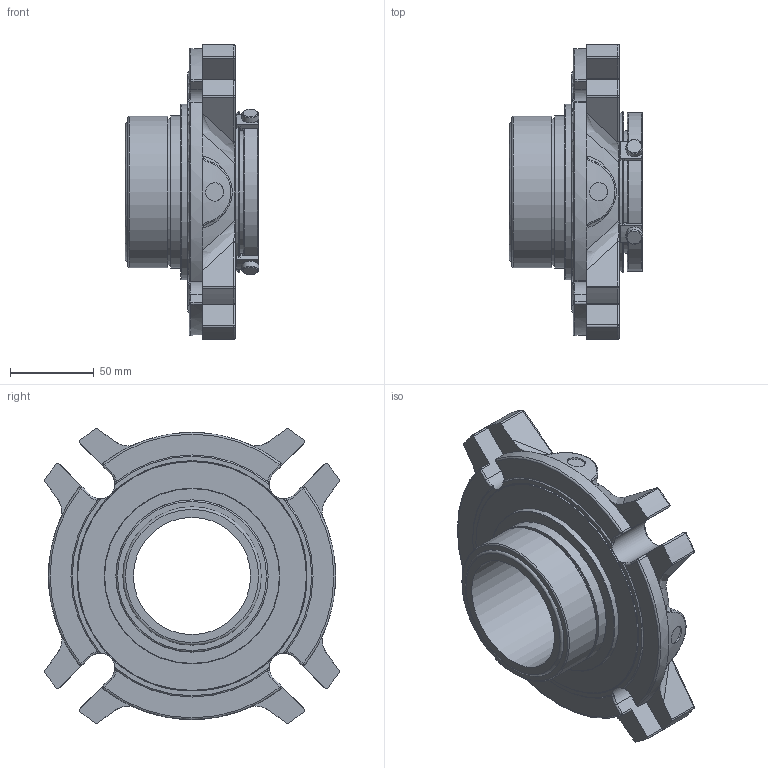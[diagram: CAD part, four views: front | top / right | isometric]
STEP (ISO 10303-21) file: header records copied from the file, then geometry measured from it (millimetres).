
FILE_DESCRIPTION(/* description */ ('Unknown'),/* implementation_level */ '2;1');
FILE_NAME(/* name */ '2.750 CSSN ANSI SEAL ARRANGEMENT',/* time_stamp */ '2023-05-22T12:22:08+01:00',/* author */ ('Unknown'),/* organization */ ('Unknown'),/* preprocessor_version */ 'ST-DEVELOPER v18.102',/* originating_system */ 'Solid Edge',/* authorisation */ 'Unknown');
FILE_SCHEMA (('AUTOMOTIVE_DESIGN {1 0 10303 214 3 1 1}'));
Length unit declared in the file: millimetre
Products named in the file (1): 2.750
Bounding box: 79.63 x 176.08 x 176.08 mm (x, y, z)
Volume: 661917.2 mm3; surface area: 103674.9 mm2
Topology: 1 solids, 1 shells, 554 faces, 1413 edges, 847 vertices
Faces by surface type: cylinder 199, plane 149, torus 89, bspline 61, sphere 40, cone 16
Full cylindrical faces by diameter (mm): 3.31 x1, 10 x4, 10.998 x3, 69.85 x1, 73 x1, 82.525 x1, 87.478 x1, 90.475 x1, 90.805 x1, 94.742 x1, 96.266 x1, 104.775 x1, 136.525 x1, 137.16 x1
Entity records: 17508 total; most frequent: CARTESIAN_POINT 4826, DIRECTION 2695, ORIENTED_EDGE 2632, EDGE_CURVE 1316, AXIS2_PLACEMENT_3D 1110, VERTEX_POINT 819, EDGE_LOOP 619, FACE_BOUND 619
